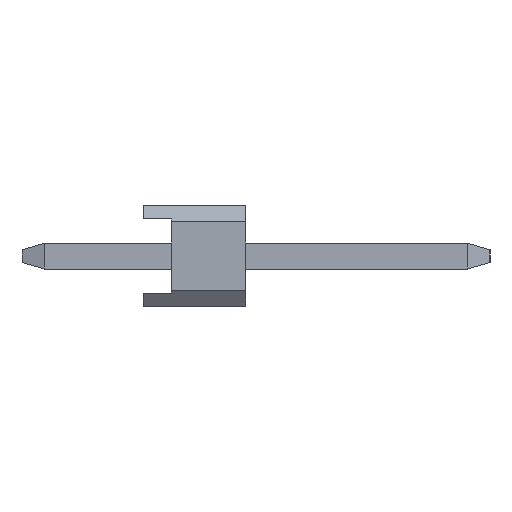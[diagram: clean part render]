
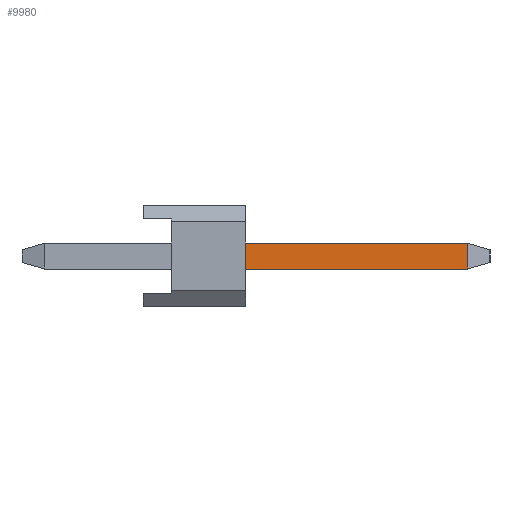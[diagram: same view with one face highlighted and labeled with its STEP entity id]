
A CAD part, left-side view. The second image highlights one B-rep face of the part: STEP entity #9980.
In plain terms, the highlighted planar face has unit normal (-1, 0, 0).
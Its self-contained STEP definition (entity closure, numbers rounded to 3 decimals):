
#6940=EDGE_CURVE('',#15072,#14828,#18461,.T.);
#7464=VERTEX_POINT('',#19043);
#9674=EDGE_CURVE('',#10080,#15072,#21516,.T.);
#9980=ADVANCED_FACE('',(#21861),#21862,.T.);
#10080=VERTEX_POINT('',#21970);
#11888=EDGE_CURVE('',#14828,#7464,#23966,.T.);
#14828=VERTEX_POINT('',#27188);
#15072=VERTEX_POINT('',#27451);
#16400=EDGE_CURVE('',#7464,#10080,#28913,.T.);
#18461=LINE('',#31615,#31616);
#19043=CARTESIAN_POINT('',(-46.04,-8.054,-0.32));
#21516=LINE('',#36046,#36047);
#21861=FACE_OUTER_BOUND('',#36532,.T.);
#21862=PLANE('',#36533);
#21970=CARTESIAN_POINT('',(-46.04,-2.54,-0.32));
#23966=LINE('',#39560,#39561);
#27188=CARTESIAN_POINT('',(-46.04,-8.054,0.32));
#27451=CARTESIAN_POINT('',(-46.04,-2.54,0.32));
#28913=LINE('',#46751,#46752);
#31615=CARTESIAN_POINT('',(-46.04,-2.8,0.32));
#31616=VECTOR('',#49207,1.0);
#36046=CARTESIAN_POINT('',(-46.04,-2.54,0.252));
#36047=VECTOR('',#52675,1.0);
#36532=EDGE_LOOP('',(#53071,#53072,#53073,#53074));
#36533=AXIS2_PLACEMENT_3D('',#53075,#53076,#53077);
#39560=CARTESIAN_POINT('',(-46.04,-8.054,0.5));
#39561=VECTOR('',#55149,1.0);
#46751=CARTESIAN_POINT('',(-46.04,2.454,-0.32));
#46752=VECTOR('',#60005,1.0);
#49207=DIRECTION('',(0.,-1.0,0.));
#52675=DIRECTION('',(0.,0.,1.0));
#53071=ORIENTED_EDGE('',*,*,#9674,.F.);
#53072=ORIENTED_EDGE('',*,*,#16400,.F.);
#53073=ORIENTED_EDGE('',*,*,#11888,.F.);
#53074=ORIENTED_EDGE('',*,*,#6940,.F.);
#53075=CARTESIAN_POINT('',(-46.04,2.454,0.5));
#53076=DIRECTION('',(-1.0,0.,0.));
#53077=DIRECTION('',(0.,1.0,0.));
#55149=DIRECTION('',(0.0,0.,-1.0));
#60005=DIRECTION('',(0.,1.0,0.));
